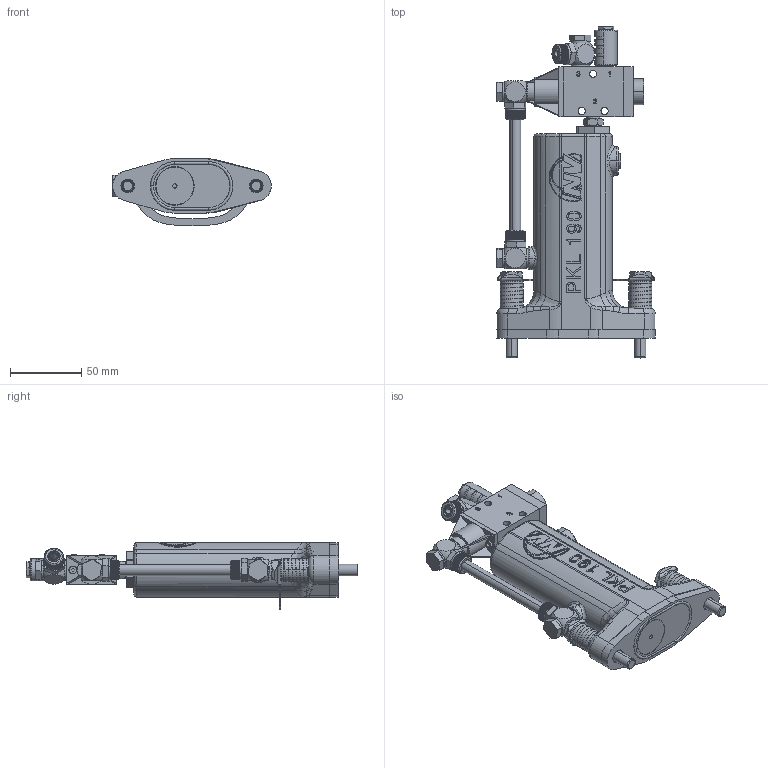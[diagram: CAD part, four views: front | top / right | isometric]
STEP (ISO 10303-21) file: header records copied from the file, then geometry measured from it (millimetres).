
FILE_DESCRIPTION (( 'STEP AP214' ), '1' );
FILE_NAME ('PKL 190 ST+EE.STEP', '2021-01-22T12:58:17', ( '' ), ( '' ), 'SwSTEP 2.0', 'SolidWorks 2015', '' );
FILE_SCHEMA (( 'AUTOMOTIVE_DESIGN' ));
Length unit declared in the file: millimetre
Products named in the file (1): PKL 190 ST+EE
Bounding box: 111 x 232.4 x 47.5 mm (x, y, z)
Volume: 352024.7 mm3; surface area: 97122 mm2
Topology: 35 solids, 35 shells, 5340 faces, 14848 edges, 9629 vertices
Faces by surface type: cone 2541, cylinder 1496, plane 1089, bspline 147, torus 53, sphere 14
Entity records: 185193 total; most frequent: CARTESIAN_POINT 55074, ORIENTED_EDGE 29628, DIRECTION 24347, EDGE_CURVE 14814, AXIS2_PLACEMENT_3D 10079, VERTEX_POINT 9623, B_SPLINE_CURVE_WITH_KNOTS 5624, EDGE_LOOP 5503
